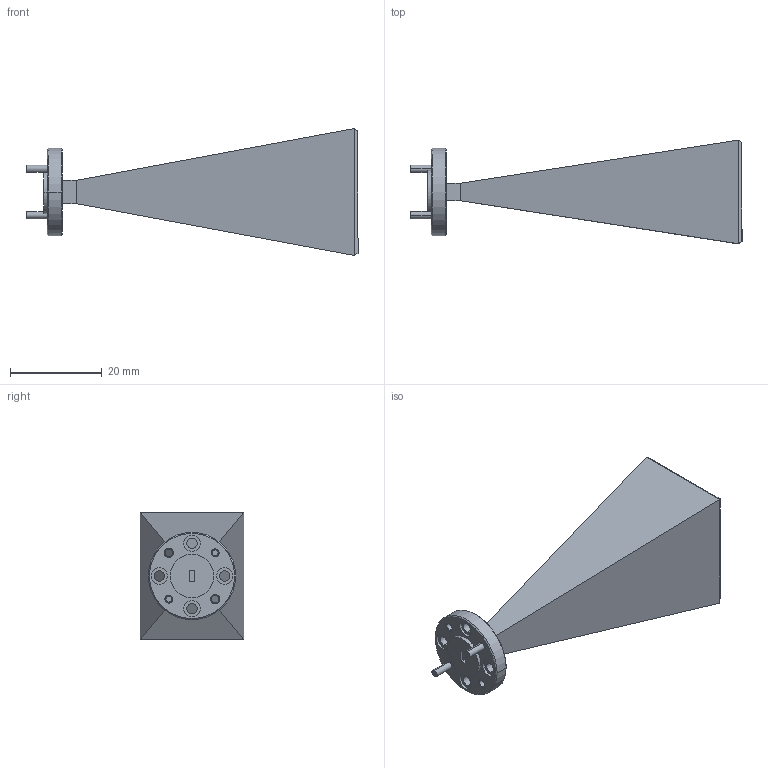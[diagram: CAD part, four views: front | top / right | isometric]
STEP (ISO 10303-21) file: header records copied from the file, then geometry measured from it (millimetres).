
FILE_DESCRIPTION (( 'STEP AP203' ), '1' );
FILE_NAME ('SAR-2507-10-S2, CTRLD.STEP', '2017-06-09T16:54:47', ( '' ), ( '' ), 'SwSTEP 2.0', 'SolidWorks 2013', '' );
FILE_SCHEMA (( 'CONFIG_CONTROL_DESIGN' ));
Length unit declared in the file: inch
Products named in the file (1): SAR-2507-10-S2, CTRLD
Bounding box: 72.45 x 22.63 x 27.74 mm (x, y, z)
Volume: 16764.3 mm3; surface area: 5331.8 mm2
Topology: 3 solids, 3 shells, 81 faces, 190 edges, 122 vertices
Faces by surface type: cylinder 32, plane 29, cone 20
Entity records: 2453 total; most frequent: DIRECTION 448, CARTESIAN_POINT 394, ORIENTED_EDGE 380, EDGE_CURVE 190, AXIS2_PLACEMENT_3D 176, VERTEX_POINT 122, EDGE_LOOP 104, VECTOR 96
